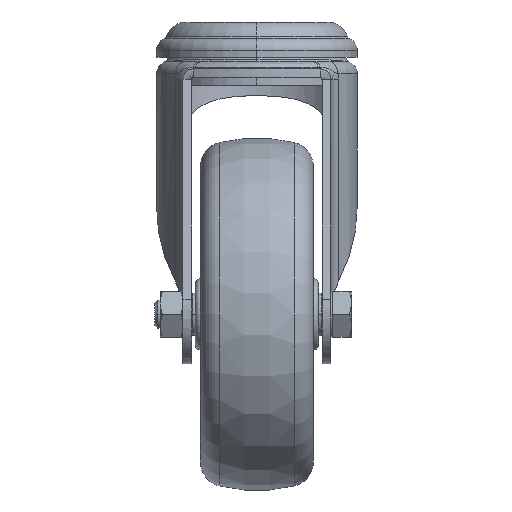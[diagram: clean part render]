
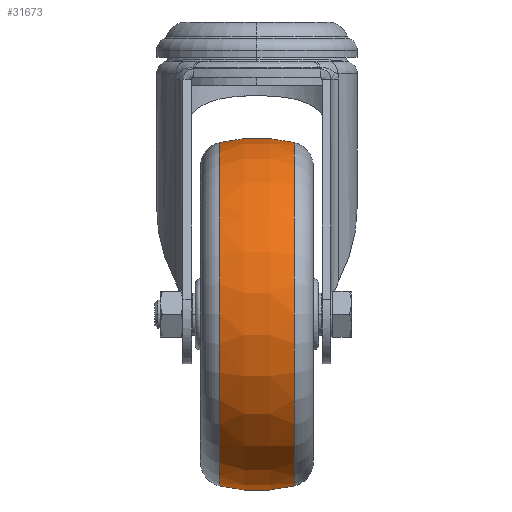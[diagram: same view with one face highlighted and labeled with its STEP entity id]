
A CAD part, top view. The second image highlights one B-rep face of the part: STEP entity #31673.
In plain terms, the highlighted toroidal (fillet/blend) face has major radius 5 mm and minor radius 45 mm.
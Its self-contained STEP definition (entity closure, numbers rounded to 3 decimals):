
#370 = TOROIDAL_SURFACE ( 'NONE', #31120, 5., 45. ) ;
#2030 = FACE_OUTER_BOUND ( 'NONE', #11076, .T. ) ;
#3809 = CARTESIAN_POINT ( 'NONE',  ( -10.658, 0., 0. ) ) ;
#3832 = DIRECTION ( 'NONE',  ( -1., 0., 0. ) ) ;
#3833 = DIRECTION ( 'NONE',  ( 0., 0., 1. ) ) ;
#7625 = CARTESIAN_POINT ( 'NONE',  ( 10.658, 0., 0. ) ) ;
#7639 = DIRECTION ( 'NONE',  ( -1., 0., 0. ) ) ;
#7640 = DIRECTION ( 'NONE',  ( 0., 0., 1. ) ) ;
#7642 = CARTESIAN_POINT ( 'NONE',  ( 0., 0., -5. ) ) ;
#7645 = CARTESIAN_POINT ( 'NONE',  ( 0., 0., 5. ) ) ;
#7649 = DIRECTION ( 'NONE',  ( 0., 1., 0. ) ) ;
#7650 = DIRECTION ( 'NONE',  ( 0., 0., 1. ) ) ;
#7652 = DIRECTION ( 'NONE',  ( 0., -1., 0. ) ) ;
#7653 = DIRECTION ( 'NONE',  ( 0., 0., -1. ) ) ;
#11076 = EDGE_LOOP ( 'NONE', ( #38105, #38110, #38113, #38115 ) ) ;
#11694 = EDGE_CURVE ( 'NONE', #44649, #44640, #35072, .T. ) ;
#11698 = EDGE_CURVE ( 'NONE', #44640, #44780, #35029, .T. ) ;
#11700 = EDGE_CURVE ( 'NONE', #44649, #44819, #35024, .T. ) ;
#11787 = AXIS2_PLACEMENT_3D ( 'NONE', #7625, #7639, #7640 ) ;
#11794 = AXIS2_PLACEMENT_3D ( 'NONE', #7642, #7649, #7650 ) ;
#11796 = AXIS2_PLACEMENT_3D ( 'NONE', #7645, #7652, #7653 ) ;
#11887 = AXIS2_PLACEMENT_3D ( 'NONE', #3809, #3832, #3833 ) ;
#20800 = EDGE_CURVE ( 'NONE', #44819, #44780, #22691, .T. ) ;
#22691 = CIRCLE ( 'NONE', #11887, 48.72 ) ;
#22891 = DIRECTION ( 'NONE',  ( -1., 0., 0. ) ) ;
#22892 = CARTESIAN_POINT ( 'NONE',  ( 0., 0., 0. ) ) ;
#22906 = DIRECTION ( 'NONE',  ( 0., 0., 1. ) ) ;
#29197 = CARTESIAN_POINT ( 'NONE',  ( 10.658, 0., -48.72 ) ) ;
#29206 = CARTESIAN_POINT ( 'NONE',  ( 10.658, 0., 48.72 ) ) ;
#29337 = CARTESIAN_POINT ( 'NONE',  ( -10.658, 0., -48.72 ) ) ;
#29376 = CARTESIAN_POINT ( 'NONE',  ( -10.658, 0., 48.72 ) ) ;
#31120 = AXIS2_PLACEMENT_3D ( 'NONE', #22892, #22891, #22906 ) ;
#31673 = ADVANCED_FACE ( 'NONE', ( #2030 ), #370, .T. ) ;
#35024 = CIRCLE ( 'NONE', #11796, 45. ) ;
#35029 = CIRCLE ( 'NONE', #11794, 45. ) ;
#35072 = CIRCLE ( 'NONE', #11787, 48.72 ) ;
#38105 = ORIENTED_EDGE ( 'NONE', *, *, #11694, .T. ) ;
#38110 = ORIENTED_EDGE ( 'NONE', *, *, #11698, .T. ) ;
#38113 = ORIENTED_EDGE ( 'NONE', *, *, #20800, .F. ) ;
#38115 = ORIENTED_EDGE ( 'NONE', *, *, #11700, .F. ) ;
#44640 = VERTEX_POINT ( 'NONE', #29197 ) ;
#44649 = VERTEX_POINT ( 'NONE', #29206 ) ;
#44780 = VERTEX_POINT ( 'NONE', #29337 ) ;
#44819 = VERTEX_POINT ( 'NONE', #29376 ) ;
